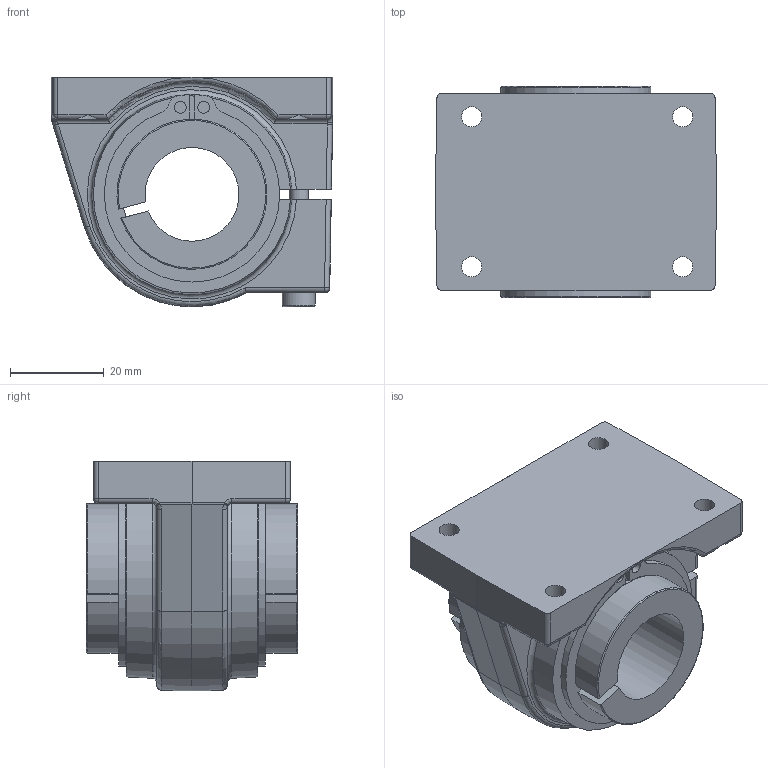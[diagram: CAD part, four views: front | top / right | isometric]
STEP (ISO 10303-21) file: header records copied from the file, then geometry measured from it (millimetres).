
FILE_DESCRIPTION(/* description */ (''),/* implementation_level */ '2;1');
FILE_NAME(/* name */ '131419-0.step',/* time_stamp */ '2021-08-11T11:27:07+02:00',/* author */ ('Muellerj'),/* organization */ (''),/* preprocessor_version */ 'ST-DEVELOPER v18.1',/* originating_system */ 'Autodesk Inventor 2021',/* authorisation */ '');
FILE_SCHEMA (('AUTOMOTIVE_DESIGN { 1 0 10303 214 3 1 1 }'));
Length unit declared in the file: millimetre
Products named in the file (4): MTW_1-00089265; MTW_1-00087913; leer; leer_1
Assembly tree (4 placements, depth 2):
  MTW_1-00089265
    MTW_1-00087913
    leer
    leer_1  x2
Bounding box: 59.98 x 45 x 49 mm (x, y, z)
Volume: 64176.2 mm3; surface area: 27124.7 mm2
Topology: 4 solids, 5 shells, 172 faces, 415 edges, 253 vertices
Faces by surface type: cylinder 78, plane 62, torus 11, sphere 8, bspline 8, cone 5
Full cylindrical faces by diameter (mm): 2.5 x4, 3.3 x1, 4 x1, 4.3 x5, 7 x1, 8 x1
Entity records: 5199 total; most frequent: CARTESIAN_POINT 1359, DIRECTION 811, ORIENTED_EDGE 752, EDGE_CURVE 376, AXIS2_PLACEMENT_3D 315, VERTEX_POINT 229, LINE 181, VECTOR 181
